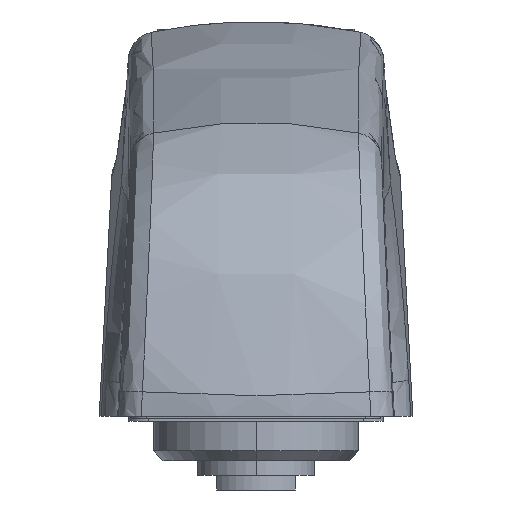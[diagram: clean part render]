
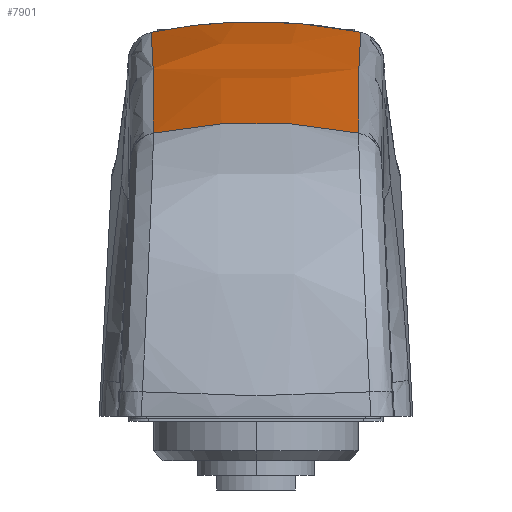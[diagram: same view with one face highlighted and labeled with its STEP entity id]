
A CAD part, left-side view. The second image highlights one B-rep face of the part: STEP entity #7901.
In plain terms, the highlighted free-form (B-spline) face has degree [3, 3] with [4, 4] control points.
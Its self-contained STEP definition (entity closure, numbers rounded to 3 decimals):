
#120 = CARTESIAN_POINT ( 'NONE',  ( -103.518, 0., -18.505 ) ) ;
#144 = DIRECTION ( 'NONE',  ( -0.97, 0., -0.244 ) ) ;
#145 = AXIS2_PLACEMENT_3D ( 'NONE', #120, #144, #157 ) ;
#146 = CARTESIAN_POINT ( 'NONE',  ( -115.446, -10.467, 28.91 ) ) ;
#156 = CARTESIAN_POINT ( 'NONE',  ( -115.446, 10.467, 28.91 ) ) ;
#157 = DIRECTION ( 'NONE',  ( 0.244, 0., -0.97 ) ) ;
#174 = CIRCLE ( 'NONE', #145, 50. ) ;
#7882 = ORIENTED_EDGE ( 'NONE', *, *, #7883, .T. ) ;
#7883 = EDGE_CURVE ( 'NONE', #7919, #7884, #12788, .T. ) ;
#7884 = VERTEX_POINT ( 'NONE', #12745 ) ;
#7885 = ORIENTED_EDGE ( 'NONE', *, *, #7886, .T. ) ;
#7886 = EDGE_CURVE ( 'NONE', #7884, #7887, #12779, .T. ) ;
#7887 = VERTEX_POINT ( 'NONE', #12778 ) ;
#7888 = ORIENTED_EDGE ( 'NONE', *, *, #7889, .T. ) ;
#7889 = EDGE_CURVE ( 'NONE', #7887, #7905, #12773, .T. ) ;
#7901 = ADVANCED_FACE ( 'NONE', ( #12835 ), #12844, .F. ) ;
#7902 = EDGE_LOOP ( 'NONE', ( #7903, #7907, #7966, #7882, #7885, #7888 ) ) ;
#7903 = ORIENTED_EDGE ( 'NONE', *, *, #7904, .T. ) ;
#7904 = EDGE_CURVE ( 'NONE', #7905, #7906, #12872, .T. ) ;
#7905 = VERTEX_POINT ( 'NONE', #12871 ) ;
#7906 = VERTEX_POINT ( 'NONE', #12878 ) ;
#7907 = ORIENTED_EDGE ( 'NONE', *, *, #7908, .T. ) ;
#7908 = EDGE_CURVE ( 'NONE', #7906, #7920, #12873, .T. ) ;
#7918 = EDGE_CURVE ( 'NONE', #7919, #7920, #174, .T. ) ;
#7919 = VERTEX_POINT ( 'NONE', #146 ) ;
#7920 = VERTEX_POINT ( 'NONE', #156 ) ;
#7966 = ORIENTED_EDGE ( 'NONE', *, *, #7918, .F. ) ;
#12745 = CARTESIAN_POINT ( 'NONE',  ( -32.917, -10.685, 39.19 ) ) ;
#12768 = CARTESIAN_POINT ( 'NONE',  ( -33.742, -4.422, 40.111 ) ) ;
#12769 = CARTESIAN_POINT ( 'NONE',  ( -33.495, -7.03, 39.848 ) ) ;
#12770 = CARTESIAN_POINT ( 'NONE',  ( -33.25, -8.745, 39.587 ) ) ;
#12771 = CARTESIAN_POINT ( 'NONE',  ( -32.927, -10.438, 39.243 ) ) ;
#12773 = B_SPLINE_CURVE_WITH_KNOTS ( 'NONE', 3,
 ( #12771, #12770, #12769, #12768, #12815, #12814, #12813, #12812, #12811, #12810, #12809, #12808 ),
 .UNSPECIFIED., .F., .F.,
 ( 4, 2, 2, 2, 2, 4 ),
 ( 0.003, 0.008, 0.01, 0.013, 0.018, 0.024 ),
 .UNSPECIFIED. ) ;
#12774 = CARTESIAN_POINT ( 'NONE',  ( -32.927, -10.438, 39.243 ) ) ;
#12775 = CARTESIAN_POINT ( 'NONE',  ( -32.911, -10.52, 39.226 ) ) ;
#12776 = CARTESIAN_POINT ( 'NONE',  ( -32.907, -10.603, 39.209 ) ) ;
#12777 = CARTESIAN_POINT ( 'NONE',  ( -32.917, -10.685, 39.19 ) ) ;
#12778 = CARTESIAN_POINT ( 'NONE',  ( -32.927, -10.438, 39.243 ) ) ;
#12779 = B_SPLINE_CURVE_WITH_KNOTS ( 'NONE', 3,
 ( #12777, #12776, #12775, #12774 ),
 .UNSPECIFIED., .F., .F.,
 ( 4, 4 ),
 ( 0., 0. ),
 .UNSPECIFIED. ) ;
#12780 = CARTESIAN_POINT ( 'NONE',  ( -32.917, -10.685, 39.19 ) ) ;
#12781 = CARTESIAN_POINT ( 'NONE',  ( -39.845, -10.64, 38.819 ) ) ;
#12782 = CARTESIAN_POINT ( 'NONE',  ( -46.767, -10.601, 38.325 ) ) ;
#12783 = CARTESIAN_POINT ( 'NONE',  ( -60.585, -10.537, 37.096 ) ) ;
#12784 = CARTESIAN_POINT ( 'NONE',  ( -67.483, -10.512, 36.359 ) ) ;
#12785 = CARTESIAN_POINT ( 'NONE',  ( -88.137, -10.458, 33.786 ) ) ;
#12786 = CARTESIAN_POINT ( 'NONE',  ( -101.83, -10.449, 31.589 ) ) ;
#12787 = CARTESIAN_POINT ( 'NONE',  ( -115.446, -10.467, 28.91 ) ) ;
#12788 = B_SPLINE_CURVE_WITH_KNOTS ( 'NONE', 3,
 ( #12787, #12786, #12785, #12784, #12783, #12782, #12781, #12780 ),
 .UNSPECIFIED., .F., .F.,
 ( 4, 2, 2, 4 ),
 ( 0., 0.042, 0.062, 0.083 ),
 .UNSPECIFIED. ) ;
#12808 = CARTESIAN_POINT ( 'NONE',  ( -32.927, 10.438, 39.243 ) ) ;
#12809 = CARTESIAN_POINT ( 'NONE',  ( -33.251, 8.737, 39.588 ) ) ;
#12810 = CARTESIAN_POINT ( 'NONE',  ( -33.497, 7.014, 39.85 ) ) ;
#12811 = CARTESIAN_POINT ( 'NONE',  ( -33.827, 3.524, 40.201 ) ) ;
#12812 = CARTESIAN_POINT ( 'NONE',  ( -33.911, 1.752, 40.291 ) ) ;
#12813 = CARTESIAN_POINT ( 'NONE',  ( -33.91, -0.9, 40.29 ) ) ;
#12814 = CARTESIAN_POINT ( 'NONE',  ( -33.889, -1.786, 40.267 ) ) ;
#12815 = CARTESIAN_POINT ( 'NONE',  ( -33.805, -3.548, 40.178 ) ) ;
#12835 = FACE_OUTER_BOUND ( 'NONE', #7902, .T. ) ;
#12844 =( BOUNDED_SURFACE ( )  B_SPLINE_SURFACE ( 3, 3, ( 
 ( #12894, #12893, #12892, #12891 ),
 ( #12890, #12889, #12888, #12887 ),
 ( #12886, #12885, #12884, #12883 ),
 ( #12882, #12881, #12880, #12879 ) ),
 .UNSPECIFIED., .F., .F., .T. ) 
 B_SPLINE_SURFACE_WITH_KNOTS ( ( 4, 4 ),
 ( 4, 4 ),
 ( 0., 1. ),
 ( 0., 1. ),
 .UNSPECIFIED. ) 
 GEOMETRIC_REPRESENTATION_ITEM ( )  RATIONAL_B_SPLINE_SURFACE ( (
 ( 1., 0.998, 0.998, 1.),
 ( 0.984, 0.983, 0.983, 0.984),
 ( 0.984, 0.983, 0.983, 0.984),
 ( 1., 0.998, 0.998, 1.) ) ) 
 REPRESENTATION_ITEM ( '' )  SURFACE ( )  );
#12871 = CARTESIAN_POINT ( 'NONE',  ( -32.927, 10.438, 39.243 ) ) ;
#12872 = B_SPLINE_CURVE_WITH_KNOTS ( 'NONE', 3,
 ( #12877, #12876, #12875, #12874 ),
 .UNSPECIFIED., .F., .F.,
 ( 4, 4 ),
 ( 0., 0. ),
 .UNSPECIFIED. ) ;
#12873 = B_SPLINE_CURVE_WITH_KNOTS ( 'NONE', 3,
 ( #12934, #12933, #12932, #12931, #12930, #12929, #12928, #12927 ),
 .UNSPECIFIED., .F., .F.,
 ( 4, 2, 2, 4 ),
 ( 0., 0.042, 0.062, 0.083 ),
 .UNSPECIFIED. ) ;
#12874 = CARTESIAN_POINT ( 'NONE',  ( -32.917, 10.685, 39.19 ) ) ;
#12875 = CARTESIAN_POINT ( 'NONE',  ( -32.907, 10.603, 39.209 ) ) ;
#12876 = CARTESIAN_POINT ( 'NONE',  ( -32.911, 10.52, 39.226 ) ) ;
#12877 = CARTESIAN_POINT ( 'NONE',  ( -32.927, 10.438, 39.243 ) ) ;
#12878 = CARTESIAN_POINT ( 'NONE',  ( -32.917, 10.685, 39.19 ) ) ;
#12879 = CARTESIAN_POINT ( 'NONE',  ( -32.407, 10.812, 39.19 ) ) ;
#12880 = CARTESIAN_POINT ( 'NONE',  ( -60.3, 10.812, 37.679 ) ) ;
#12881 = CARTESIAN_POINT ( 'NONE',  ( -88.018, 10.812, 34.222 ) ) ;
#12882 = CARTESIAN_POINT ( 'NONE',  ( -115.427, 10.812, 28.838 ) ) ;
#12883 = CARTESIAN_POINT ( 'NONE',  ( -32.576, 3.662, 40.765 ) ) ;
#12884 = CARTESIAN_POINT ( 'NONE',  ( -60.541, 3.662, 39.245 ) ) ;
#12885 = CARTESIAN_POINT ( 'NONE',  ( -88.333, 3.662, 35.776 ) ) ;
#12886 = CARTESIAN_POINT ( 'NONE',  ( -115.814, 3.662, 30.373 ) ) ;
#12887 = CARTESIAN_POINT ( 'NONE',  ( -32.576, -3.662, 40.765 ) ) ;
#12888 = CARTESIAN_POINT ( 'NONE',  ( -60.541, -3.662, 39.245 ) ) ;
#12889 = CARTESIAN_POINT ( 'NONE',  ( -88.333, -3.662, 35.776 ) ) ;
#12890 = CARTESIAN_POINT ( 'NONE',  ( -115.814, -3.662, 30.373 ) ) ;
#12891 = CARTESIAN_POINT ( 'NONE',  ( -32.407, -10.812, 39.19 ) ) ;
#12892 = CARTESIAN_POINT ( 'NONE',  ( -60.3, -10.812, 37.679 ) ) ;
#12893 = CARTESIAN_POINT ( 'NONE',  ( -88.018, -10.812, 34.222 ) ) ;
#12894 = CARTESIAN_POINT ( 'NONE',  ( -115.427, -10.812, 28.838 ) ) ;
#12927 = CARTESIAN_POINT ( 'NONE',  ( -115.446, 10.467, 28.91 ) ) ;
#12928 = CARTESIAN_POINT ( 'NONE',  ( -108.638, 10.458, 30.25 ) ) ;
#12929 = CARTESIAN_POINT ( 'NONE',  ( -101.807, 10.456, 31.469 ) ) ;
#12930 = CARTESIAN_POINT ( 'NONE',  ( -88.108, 10.465, 33.667 ) ) ;
#12931 = CARTESIAN_POINT ( 'NONE',  ( -81.241, 10.476, 34.645 ) ) ;
#12932 = CARTESIAN_POINT ( 'NONE',  ( -60.587, 10.531, 37.218 ) ) ;
#12933 = CARTESIAN_POINT ( 'NONE',  ( -46.773, 10.594, 38.447 ) ) ;
#12934 = CARTESIAN_POINT ( 'NONE',  ( -32.917, 10.685, 39.19 ) ) ;
